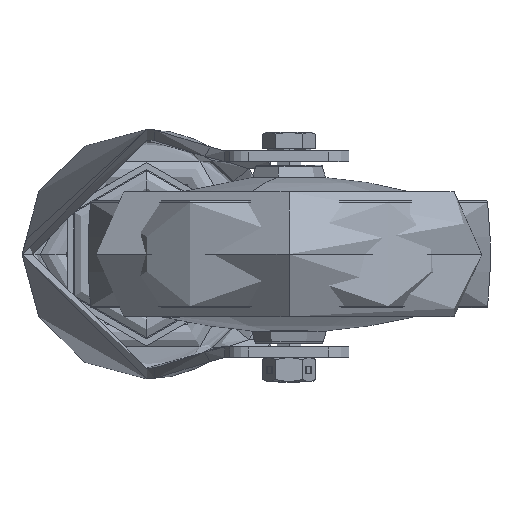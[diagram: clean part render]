
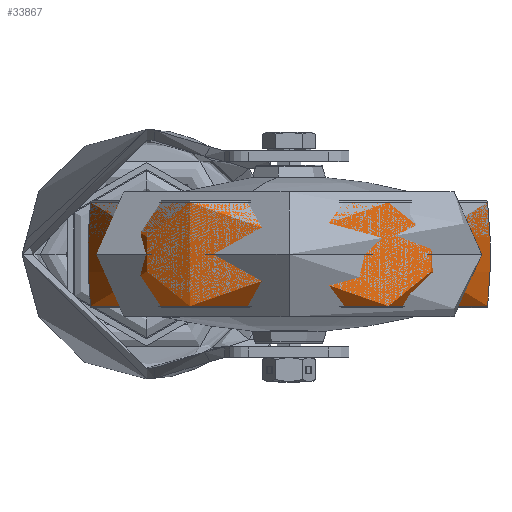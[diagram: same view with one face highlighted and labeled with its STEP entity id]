
A CAD part, front view. The second image highlights one B-rep face of the part: STEP entity #33867.
In plain terms, the highlighted toroidal (fillet/blend) face has major radius 83.478 mm and minor radius 140 mm.
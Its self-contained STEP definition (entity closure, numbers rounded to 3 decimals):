
#1286 = VERTEX_POINT ( 'NONE', #28008 ) ;
#1664 = EDGE_CURVE ( 'NONE', #35789, #29790, #31997, .T. ) ;
#2745 = ORIENTED_EDGE ( 'NONE', *, *, #35065, .T. ) ;
#3569 = CIRCLE ( 'NONE', #4930, 140. ) ;
#3667 = VERTEX_POINT ( 'NONE', #30505 ) ;
#4930 = AXIS2_PLACEMENT_3D ( 'NONE', #7670, #20722, #34003 ) ;
#5426 = CARTESIAN_POINT ( 'NONE',  ( 123.478, -91., 0. ) ) ;
#7670 = CARTESIAN_POINT ( 'NONE',  ( -43.478, -91., 0. ) ) ;
#8858 = CARTESIAN_POINT ( 'NONE',  ( 40., -91., 0. ) ) ;
#9066 = DIRECTION ( 'NONE',  ( 0., 0., 1. ) ) ;
#9518 = EDGE_CURVE ( 'NONE', #35789, #1286, #41613, .T. ) ;
#11433 = DIRECTION ( 'NONE',  ( -1., 0., 0. ) ) ;
#12064 = CARTESIAN_POINT ( 'NONE',  ( -15.76, -91., -14.584 ) ) ;
#14992 = DIRECTION ( 'NONE',  ( 0., 0., 1. ) ) ;
#15429 = DIRECTION ( 'NONE',  ( 1., 0., 0. ) ) ;
#15661 = ORIENTED_EDGE ( 'NONE', *, *, #9518, .F. ) ;
#16758 = CIRCLE ( 'NONE', #28415, 55.76 ) ;
#19175 = AXIS2_PLACEMENT_3D ( 'NONE', #8858, #9066, #22111 ) ;
#20722 = DIRECTION ( 'NONE',  ( 0., -1., 0. ) ) ;
#22111 = DIRECTION ( 'NONE',  ( 1., 0., 0. ) ) ;
#22495 = DIRECTION ( 'NONE',  ( 0., 0., 1. ) ) ;
#27214 = AXIS2_PLACEMENT_3D ( 'NONE', #5426, #41248, #11433 ) ;
#28008 = CARTESIAN_POINT ( 'NONE',  ( -15.76, -91., 14.584 ) ) ;
#28415 = AXIS2_PLACEMENT_3D ( 'NONE', #38851, #22495, #32404 ) ;
#28714 = CARTESIAN_POINT ( 'NONE',  ( 95.76, -91., -14.584 ) ) ;
#29790 = VERTEX_POINT ( 'NONE', #28714 ) ;
#30505 = CARTESIAN_POINT ( 'NONE',  ( 95.76, -91., 14.584 ) ) ;
#31700 = ORIENTED_EDGE ( 'NONE', *, *, #40193, .F. ) ;
#31997 = CIRCLE ( 'NONE', #35396, 55.76 ) ;
#32404 = DIRECTION ( 'NONE',  ( 1., 0., 0. ) ) ;
#33410 = ORIENTED_EDGE ( 'NONE', *, *, #1664, .T. ) ;
#33867 = ADVANCED_FACE ( 'NONE', ( #42300 ), #34922, .T. ) ;
#34003 = DIRECTION ( 'NONE',  ( 0., 0., -1. ) ) ;
#34922 = TOROIDAL_SURFACE ( 'NONE', #19175, -83.478, 140. ) ;
#35065 = EDGE_CURVE ( 'NONE', #29790, #3667, #3569, .T. ) ;
#35396 = AXIS2_PLACEMENT_3D ( 'NONE', #37961, #14992, #15429 ) ;
#35789 = VERTEX_POINT ( 'NONE', #12064 ) ;
#36041 = EDGE_LOOP ( 'NONE', ( #15661, #33410, #2745, #31700 ) ) ;
#37961 = CARTESIAN_POINT ( 'NONE',  ( 40., -91., -14.584 ) ) ;
#38851 = CARTESIAN_POINT ( 'NONE',  ( 40., -91., 14.584 ) ) ;
#40193 = EDGE_CURVE ( 'NONE', #1286, #3667, #16758, .T. ) ;
#41248 = DIRECTION ( 'NONE',  ( 0., 1., 0. ) ) ;
#41613 = CIRCLE ( 'NONE', #27214, 140. ) ;
#42300 = FACE_OUTER_BOUND ( 'NONE', #36041, .T. ) ;
